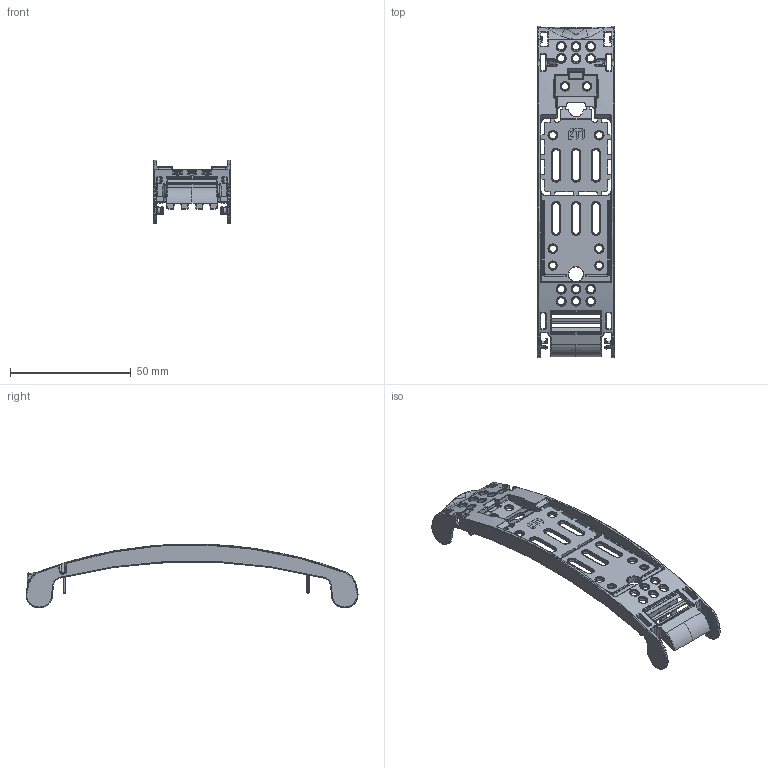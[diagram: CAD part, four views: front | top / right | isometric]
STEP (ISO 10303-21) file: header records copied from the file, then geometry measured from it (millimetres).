
FILE_DESCRIPTION((''),'2;1');
FILE_NAME('0000046875','2018-05-29T',('matic.bajda'),('Audax d.o.o.'),'CREO PARAMETRIC BY PTC INC, 2016260','CREO PARAMETRIC BY PTC INC, 2016260','');
FILE_SCHEMA(('AUTOMOTIVE_DESIGN { 1 0 10303 214 1 1 1 1 }'));
Length unit declared in the file: millimetre
Products named in the file (1): 0000046875
Bounding box: 32 x 137.48 x 26.44 mm (x, y, z)
Volume: 8150 mm3; surface area: 14048.1 mm2
Topology: 1 solids, 1 shells, 2390 faces, 6049 edges, 3523 vertices
Faces by surface type: bspline 767, cylinder 693, plane 478, torus 253, cone 110, sphere 80, revolution 7, extrusion 2
Entity records: 127192 total; most frequent: CARTESIAN_POINT 57812, ORIENTED_EDGE 11890, DIRECTION 8770, PRESENTATION_STYLE_ASSIGNMENT 5949, STYLED_ITEM 5946, CURVE_STYLE 5945, EDGE_CURVE 5945, VERTEX_POINT 3523
